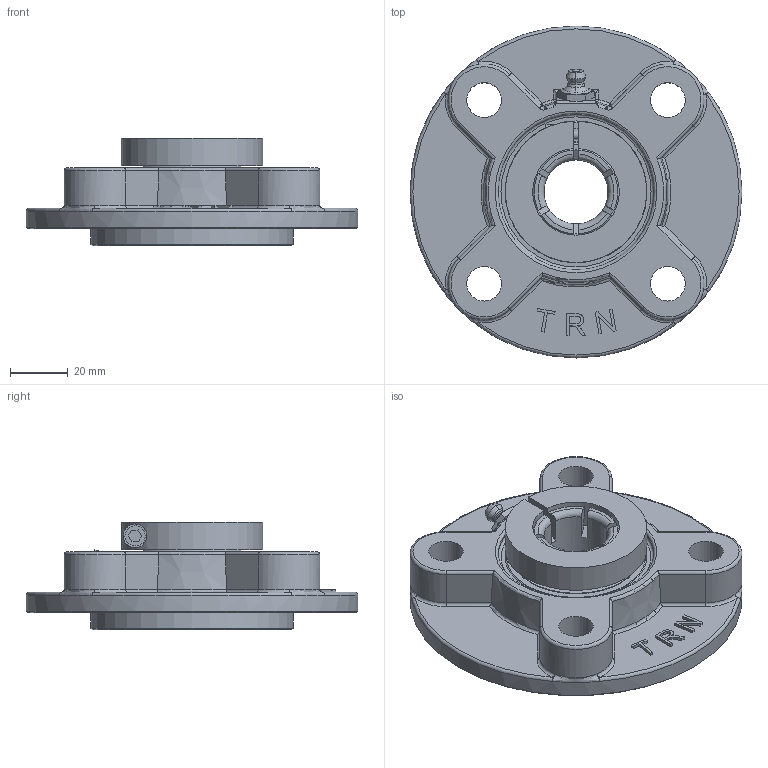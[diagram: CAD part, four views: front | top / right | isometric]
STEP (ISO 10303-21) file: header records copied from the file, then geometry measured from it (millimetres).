
FILE_DESCRIPTION(/* description */ ('Alibre Inc.'),/* implementation_level */ '2;1');
FILE_NAME(/* name */ 'export0',/* time_stamp */ '2015-12-18T13:49:53-08:00',/* author */ (''),/* organization */ (''),/* preprocessor_version */ 'ST-DEVELOPER v12',/* originating_system */ 'Alibre',/* authorisation */ '');
FILE_SCHEMA (('AUTOMOTIVE_DESIGN'));
Length unit declared in the file: inch
Products named in the file (8): 3
Bounding box: 115 x 115 x 37.3 mm (x, y, z)
Volume: 138561.4 mm3; surface area: 54376 mm2
Topology: 8 solids, 8 shells, 348 faces, 876 edges, 546 vertices
Faces by surface type: plane 117, cylinder 80, cone 55, torus 48, bspline 35, sphere 13
Full cylindrical faces by diameter (mm): 1.479 x2, 3.242 x2, 4 x1, 6 x2, 7 x1, 12 x4, 22.225 x1, 34.225 x4, 34.733 x2, 44 x4, 54 x1, 56 x1, 70 x1, 115 x1
Entity records: 13625 total; most frequent: CARTESIAN_POINT 6242, ORIENTED_EDGE 1590, DIRECTION 1266, EDGE_CURVE 795, AXIS2_PLACEMENT_3D 554, VERTEX_POINT 520, EDGE_LOOP 419, FACE_BOUND 419
